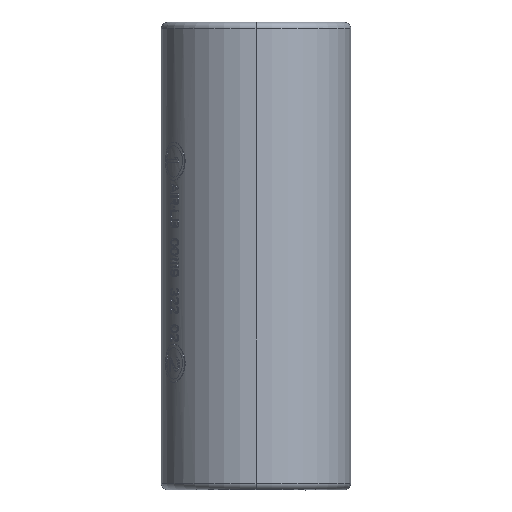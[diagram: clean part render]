
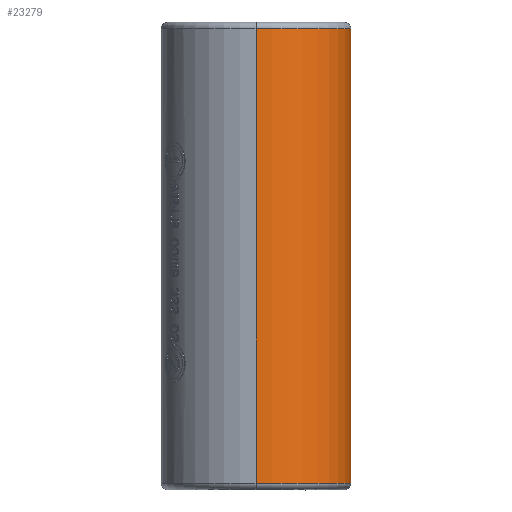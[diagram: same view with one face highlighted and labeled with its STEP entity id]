
A CAD part, top view. The second image highlights one B-rep face of the part: STEP entity #23279.
In plain terms, the highlighted cylindrical face has radius 7.5 mm (diameter 15 mm), a partial arc.
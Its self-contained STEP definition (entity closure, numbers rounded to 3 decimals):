
#147=CARTESIAN_POINT('',(0.,-18.,0.));
#148=DIRECTION('',(0.,1.,0.));
#149=DIRECTION('',(0.,0.,1.));
#150=AXIS2_PLACEMENT_3D('',#147,#148,#149);
#152=CARTESIAN_POINT('',(0.,18.,0.));
#153=DIRECTION('',(0.,1.,0.));
#154=DIRECTION('',(0.,0.,1.));
#155=AXIS2_PLACEMENT_3D('',#152,#153,#154);
#157=DIRECTION('',(0.,-1.,0.));
#158=VECTOR('',#157,36.);
#159=CARTESIAN_POINT('',(0.,18.,7.5));
#160=LINE('',#159,#158);
#166=DIRECTION('',(0.,1.,0.));
#167=VECTOR('',#166,36.);
#168=CARTESIAN_POINT('',(0.,-18.,-7.5));
#169=LINE('',#168,#167);
#20005=CARTESIAN_POINT('',(0.,18.,-7.5));
#20006=CARTESIAN_POINT('',(0.,18.,7.5));
#20007=VERTEX_POINT('',#20005);
#20008=VERTEX_POINT('',#20006);
#20305=CARTESIAN_POINT('',(0.,-18.,-7.5));
#20306=CARTESIAN_POINT('',(0.,-18.,7.5));
#20307=VERTEX_POINT('',#20305);
#20308=VERTEX_POINT('',#20306);
#23265=CARTESIAN_POINT('',(0.,0.,0.));
#23266=DIRECTION('',(0.,1.,0.));
#23267=DIRECTION('',(0.,0.,1.));
#23268=AXIS2_PLACEMENT_3D('',#23265,#23266,#23267);
#23269=CYLINDRICAL_SURFACE('',#23268,7.5);
#23271=ORIENTED_EDGE('',*,*,#23270,.F.);
#23273=ORIENTED_EDGE('',*,*,#23272,.F.);
#23275=ORIENTED_EDGE('',*,*,#23274,.F.);
#23276=ORIENTED_EDGE('',*,*,#23259,.T.);
#23277=EDGE_LOOP('',(#23271,#23273,#23275,#23276));
#23278=FACE_OUTER_BOUND('',#23277,.F.);
#23279=ADVANCED_FACE('',(#23278),#23269,.T.);
#151=CIRCLE('',#150,7.5);
#156=CIRCLE('',#155,7.5);
#23259=EDGE_CURVE('',#20008,#20007,#156,.T.);
#23270=EDGE_CURVE('',#20307,#20007,#169,.T.);
#23272=EDGE_CURVE('',#20308,#20307,#151,.T.);
#23274=EDGE_CURVE('',#20008,#20308,#160,.T.);
